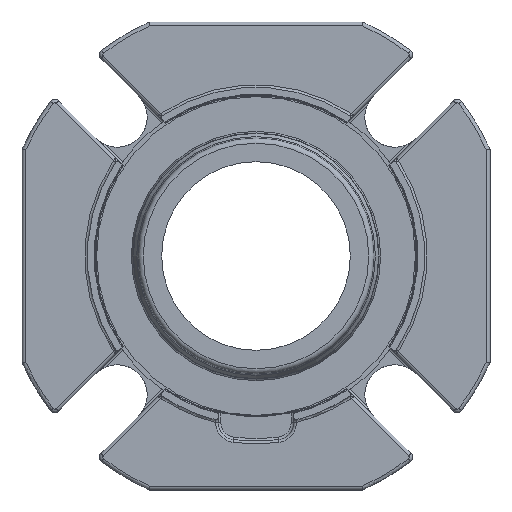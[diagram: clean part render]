
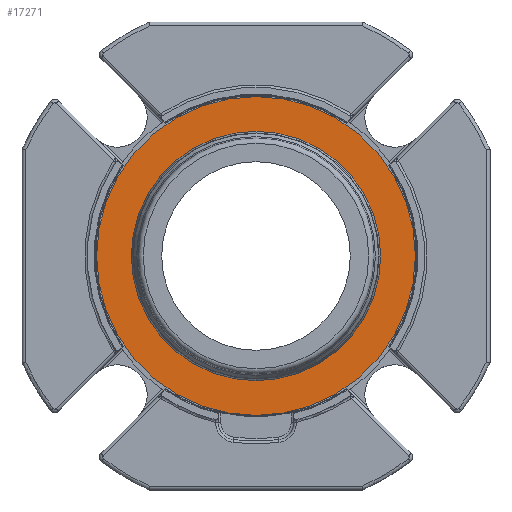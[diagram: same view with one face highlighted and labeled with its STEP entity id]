
A CAD part, front view. The second image highlights one B-rep face of the part: STEP entity #17271.
In plain terms, the highlighted planar face has unit normal (0, -1, 0).
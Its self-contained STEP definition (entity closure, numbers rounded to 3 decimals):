
#3590=PLANE('',#18973);
#8626=ORIENTED_EDGE('',*,*,#11253,.F.);
#8627=ORIENTED_EDGE('',*,*,#11254,.F.);
#11253=EDGE_CURVE('',#12889,#12889,#13689,.F.);
#11254=EDGE_CURVE('',#12890,#12890,#13690,.T.);
#12889=VERTEX_POINT('',#33791);
#12890=VERTEX_POINT('',#33794);
#13689=CIRCLE('',#18972,36.373);
#13690=CIRCLE('',#18974,46.5);
#14791=EDGE_LOOP('',(#8626));
#14792=EDGE_LOOP('',(#8627));
#15902=FACE_BOUND('',#14791,.T.);
#15903=FACE_BOUND('',#14792,.T.);
#17271=ADVANCED_FACE('',(#15902,#15903),#3590,.F.);
#18972=AXIS2_PLACEMENT_3D('',#33790,#23505,#23506);
#18973=AXIS2_PLACEMENT_3D('',#33792,#23507,#23508);
#18974=AXIS2_PLACEMENT_3D('',#33793,#23509,#23510);
#23505=DIRECTION('',(0.,1.,0.));
#23506=DIRECTION('',(0.,0.,1.));
#23507=DIRECTION('',(0.,1.,0.));
#23508=DIRECTION('',(0.,0.,-1.));
#23509=DIRECTION('',(0.,1.,0.));
#23510=DIRECTION('',(0.,0.,-1.));
#33790=CARTESIAN_POINT('',(0.,-0.635,0.));
#33791=CARTESIAN_POINT('',(0.,-0.635,36.373));
#33792=CARTESIAN_POINT('',(0.,-0.635,-36.5));
#33793=CARTESIAN_POINT('',(0.,-0.635,0.));
#33794=CARTESIAN_POINT('',(0.,-0.635,-46.5));
